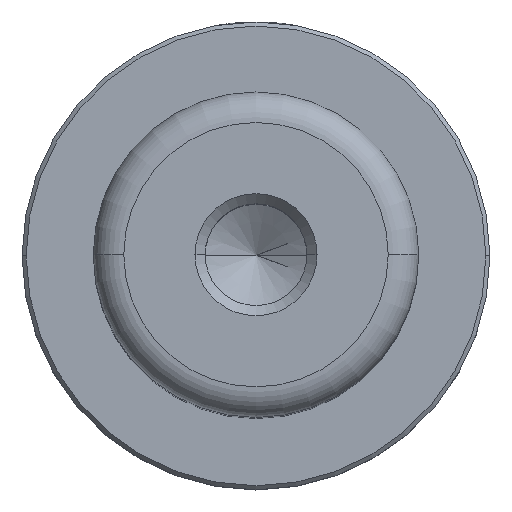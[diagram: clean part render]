
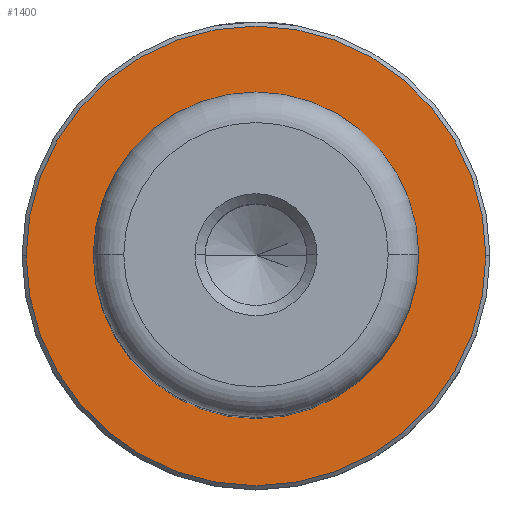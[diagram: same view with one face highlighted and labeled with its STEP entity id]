
A CAD part, top view. The second image highlights one B-rep face of the part: STEP entity #1400.
In plain terms, the highlighted planar face has unit normal (0, 0, 1).
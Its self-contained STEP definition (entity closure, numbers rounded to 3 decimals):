
#40 = CIRCLE ( 'NONE', #960, 11.3 ) ;
#83 = DIRECTION ( 'NONE',  ( -1., 0., 0. ) ) ;
#94 = DIRECTION ( 'NONE',  ( 0., 0., -1. ) ) ;
#102 = DIRECTION ( 'NONE',  ( 0., 0., 1. ) ) ;
#109 = CARTESIAN_POINT ( 'NONE',  ( 0., 0., 15. ) ) ;
#145 = ORIENTED_EDGE ( 'NONE', *, *, #1394, .T. ) ;
#291 = ORIENTED_EDGE ( 'NONE', *, *, #2009, .T. ) ;
#335 = CIRCLE ( 'NONE', #1273, 7.5 ) ;
#392 = CARTESIAN_POINT ( 'NONE',  ( 0., 0., 15. ) ) ;
#436 = CARTESIAN_POINT ( 'NONE',  ( 0., 0., 15. ) ) ;
#441 = VERTEX_POINT ( 'NONE', #923 ) ;
#461 = CARTESIAN_POINT ( 'NONE',  ( 7.5, 0., 15. ) ) ;
#491 = FACE_OUTER_BOUND ( 'NONE', #1160, .T. ) ;
#536 = EDGE_CURVE ( 'NONE', #1051, #1074, #335, .T. ) ;
#559 = DIRECTION ( 'NONE',  ( 1., 0., 0. ) ) ;
#606 = DIRECTION ( 'NONE',  ( -1., 0., 0. ) ) ;
#729 = DIRECTION ( 'NONE',  ( 1., 0., 0. ) ) ;
#923 = CARTESIAN_POINT ( 'NONE',  ( 11.3, 0., 15. ) ) ;
#935 = FACE_BOUND ( 'NONE', #1186, .T. ) ;
#960 = AXIS2_PLACEMENT_3D ( 'NONE', #392, #1551, #559 ) ;
#973 = ORIENTED_EDGE ( 'NONE', *, *, #536, .T. ) ;
#1051 = VERTEX_POINT ( 'NONE', #1449 ) ;
#1057 = PLANE ( 'NONE',  #1302 ) ;
#1074 = VERTEX_POINT ( 'NONE', #461 ) ;
#1108 = CARTESIAN_POINT ( 'NONE',  ( 0., 0., 15. ) ) ;
#1160 = EDGE_LOOP ( 'NONE', ( #145, #1480 ) ) ;
#1177 = CIRCLE ( 'NONE', #1545, 7.5 ) ;
#1186 = EDGE_LOOP ( 'NONE', ( #973, #291 ) ) ;
#1187 = CARTESIAN_POINT ( 'NONE',  ( -11.3, 0., 15. ) ) ;
#1229 = CARTESIAN_POINT ( 'NONE',  ( 0., 0., 15. ) ) ;
#1273 = AXIS2_PLACEMENT_3D ( 'NONE', #109, #94, #83 ) ;
#1281 = DIRECTION ( 'NONE',  ( 1., 0., 0. ) ) ;
#1302 = AXIS2_PLACEMENT_3D ( 'NONE', #1229, #1728, #729 ) ;
#1394 = EDGE_CURVE ( 'NONE', #1766, #441, #40, .T. ) ;
#1400 = ADVANCED_FACE ( 'NONE', ( #491, #935 ), #1057, .T. ) ;
#1449 = CARTESIAN_POINT ( 'NONE',  ( -7.5, 0., 15. ) ) ;
#1480 = ORIENTED_EDGE ( 'NONE', *, *, #2006, .T. ) ;
#1545 = AXIS2_PLACEMENT_3D ( 'NONE', #436, #1605, #606 ) ;
#1551 = DIRECTION ( 'NONE',  ( 0., 0., 1. ) ) ;
#1605 = DIRECTION ( 'NONE',  ( 0., 0., -1. ) ) ;
#1657 = AXIS2_PLACEMENT_3D ( 'NONE', #1108, #102, #1281 ) ;
#1728 = DIRECTION ( 'NONE',  ( 0., 0., 1. ) ) ;
#1766 = VERTEX_POINT ( 'NONE', #1187 ) ;
#1965 = CIRCLE ( 'NONE', #1657, 11.3 ) ;
#2006 = EDGE_CURVE ( 'NONE', #441, #1766, #1965, .T. ) ;
#2009 = EDGE_CURVE ( 'NONE', #1074, #1051, #1177, .T. ) ;
